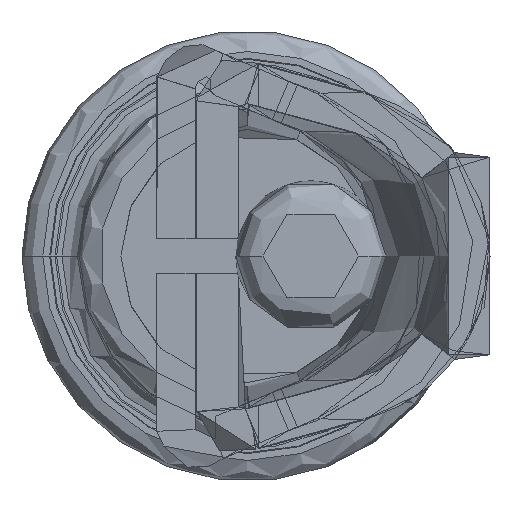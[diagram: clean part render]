
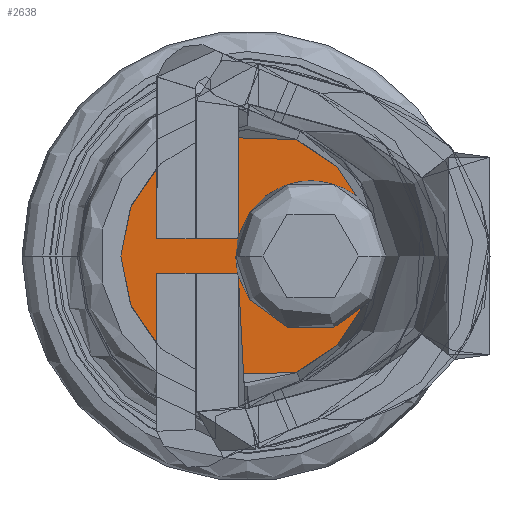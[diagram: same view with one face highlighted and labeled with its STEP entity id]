
A CAD part, front view. The second image highlights one B-rep face of the part: STEP entity #2638.
In plain terms, the highlighted planar face has unit normal (0, -1, 0).
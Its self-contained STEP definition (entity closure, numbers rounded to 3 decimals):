
#1166 = AXIS2_PLACEMENT_3D ( 'NONE', #2623, #3361, #2512 ) ;
#1621 = EDGE_CURVE ( 'NONE', #8699, #4183, #7477, .T. ) ;
#1779 = DIRECTION ( 'NONE',  ( -1., 0., 0. ) ) ;
#1845 = ORIENTED_EDGE ( 'NONE', *, *, #1621, .F. ) ;
#2512 = DIRECTION ( 'NONE',  ( 0., 0., -1. ) ) ;
#2623 = CARTESIAN_POINT ( 'NONE',  ( 0., -12.106, 0. ) ) ;
#2638 = ADVANCED_FACE ( 'Defeature ausgef�hrt1_38', ( #10360 ), #10467, .F. ) ;
#2765 = AXIS2_PLACEMENT_3D ( 'NONE', #5173, #4328, #1779 ) ;
#3361 = DIRECTION ( 'NONE',  ( 0., 1., 0. ) ) ;
#3838 = CARTESIAN_POINT ( 'NONE',  ( 0., -12.106, 0. ) ) ;
#4183 = VERTEX_POINT ( 'NONE', #7203 ) ;
#4328 = DIRECTION ( 'NONE',  ( 0., 1., 0. ) ) ;
#5173 = CARTESIAN_POINT ( 'NONE',  ( 0., -12.106, 0. ) ) ;
#6871 = EDGE_LOOP ( 'NONE', ( #1845, #6995 ) ) ;
#6995 = ORIENTED_EDGE ( 'NONE', *, *, #7739, .T. ) ;
#7203 = CARTESIAN_POINT ( 'NONE',  ( 0.927, -12.106, 0. ) ) ;
#7289 = DIRECTION ( 'NONE',  ( 0., -1., 0. ) ) ;
#7477 = CIRCLE ( 'NONE', #2765, 0.927 ) ;
#7739 = EDGE_CURVE ( 'NONE', #8699, #4183, #10767, .T. ) ;
#8214 = CARTESIAN_POINT ( 'NONE',  ( -0.927, -12.106, 0. ) ) ;
#8241 = AXIS2_PLACEMENT_3D ( 'NONE', #3838, #7289, #10900 ) ;
#8699 = VERTEX_POINT ( 'NONE', #8214 ) ;
#10360 = FACE_OUTER_BOUND ( 'NONE', #6871, .T. ) ;
#10467 = PLANE ( 'NONE',  #1166 ) ;
#10767 = CIRCLE ( 'NONE', #8241, 0.927 ) ;
#10900 = DIRECTION ( 'NONE',  ( -1., 0., 0. ) ) ;
